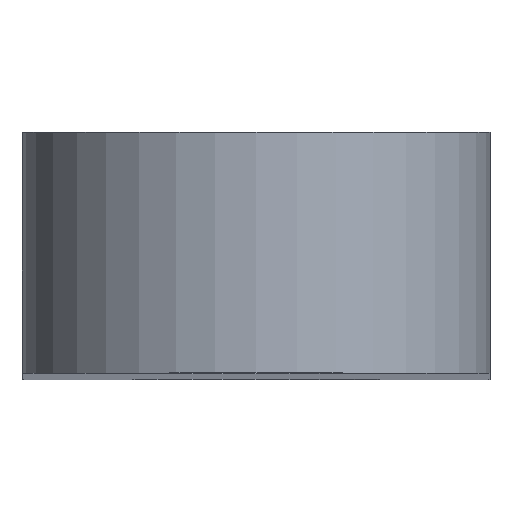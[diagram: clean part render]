
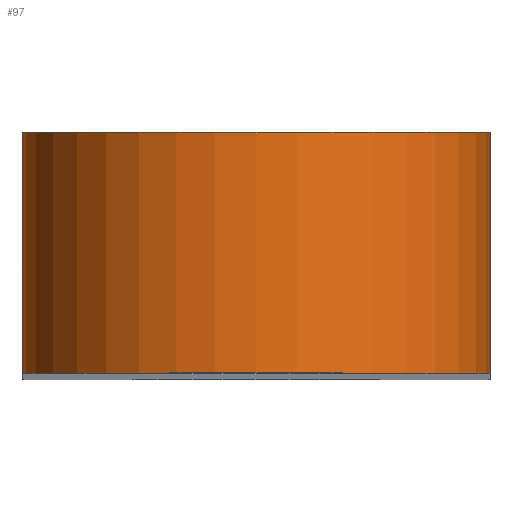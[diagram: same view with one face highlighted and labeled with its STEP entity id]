
A CAD part, top view. The second image highlights one B-rep face of the part: STEP entity #97.
In plain terms, the highlighted cylindrical face has radius 3.4 mm (diameter 6.8 mm), a partial arc.
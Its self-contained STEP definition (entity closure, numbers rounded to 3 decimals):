
#2 = DIRECTION ( 'NONE',  ( 0., -1., 0. ) ) ;
#26 = VERTEX_POINT ( 'NONE', #274 ) ;
#30 = EDGE_CURVE ( 'NONE', #26, #116, #90, .T. ) ;
#39 = DIRECTION ( 'NONE',  ( 0., 0., 1. ) ) ;
#63 = CARTESIAN_POINT ( 'NONE',  ( 0., 1.75, 0. ) ) ;
#64 = CARTESIAN_POINT ( 'NONE',  ( -3.4, -1.75, 0. ) ) ;
#90 = LINE ( 'NONE', #240, #289 ) ;
#97 = ADVANCED_FACE ( 'NONE', ( #418 ), #160, .T. ) ;
#116 = VERTEX_POINT ( 'NONE', #64 ) ;
#133 = CARTESIAN_POINT ( 'NONE',  ( 0., 1.75, 0. ) ) ;
#135 = CARTESIAN_POINT ( 'NONE',  ( 3.4, 1.75, 0. ) ) ;
#136 = LINE ( 'NONE', #135, #284 ) ;
#160 = CYLINDRICAL_SURFACE ( 'NONE', #254, 3.4 ) ;
#163 = AXIS2_PLACEMENT_3D ( 'NONE', #206, #199, #171 ) ;
#171 = DIRECTION ( 'NONE',  ( 0., 0., 1. ) ) ;
#199 = DIRECTION ( 'NONE',  ( 0., 1., 0. ) ) ;
#206 = CARTESIAN_POINT ( 'NONE',  ( 0., -1.75, 0. ) ) ;
#214 = CIRCLE ( 'NONE', #163, 3.4 ) ;
#236 = ORIENTED_EDGE ( 'NONE', *, *, #262, .F. ) ;
#237 = VERTEX_POINT ( 'NONE', #298 ) ;
#240 = CARTESIAN_POINT ( 'NONE',  ( -3.4, 1.75, 0. ) ) ;
#245 = VERTEX_POINT ( 'NONE', #334 ) ;
#254 = AXIS2_PLACEMENT_3D ( 'NONE', #63, #2, #387 ) ;
#262 = EDGE_CURVE ( 'NONE', #26, #237, #296, .T. ) ;
#274 = CARTESIAN_POINT ( 'NONE',  ( -3.4, 1.75, 0. ) ) ;
#278 = ORIENTED_EDGE ( 'NONE', *, *, #391, .T. ) ;
#280 = DIRECTION ( 'NONE',  ( 0., -1., 0. ) ) ;
#284 = VECTOR ( 'NONE', #328, 1000. ) ;
#285 = ORIENTED_EDGE ( 'NONE', *, *, #30, .T. ) ;
#289 = VECTOR ( 'NONE', #280, 1000. ) ;
#296 = CIRCLE ( 'NONE', #347, 3.4 ) ;
#298 = CARTESIAN_POINT ( 'NONE',  ( 3.4, 1.75, 0. ) ) ;
#328 = DIRECTION ( 'NONE',  ( 0., -1., 0. ) ) ;
#334 = CARTESIAN_POINT ( 'NONE',  ( 3.4, -1.75, 0. ) ) ;
#337 = DIRECTION ( 'NONE',  ( 0., 1., 0. ) ) ;
#342 = EDGE_CURVE ( 'NONE', #237, #245, #136, .T. ) ;
#347 = AXIS2_PLACEMENT_3D ( 'NONE', #133, #337, #39 ) ;
#371 = ORIENTED_EDGE ( 'NONE', *, *, #342, .F. ) ;
#387 = DIRECTION ( 'NONE',  ( 0., 0., -1. ) ) ;
#391 = EDGE_CURVE ( 'NONE', #116, #245, #214, .T. ) ;
#416 = EDGE_LOOP ( 'NONE', ( #278, #371, #236, #285 ) ) ;
#418 = FACE_OUTER_BOUND ( 'NONE', #416, .T. ) ;
